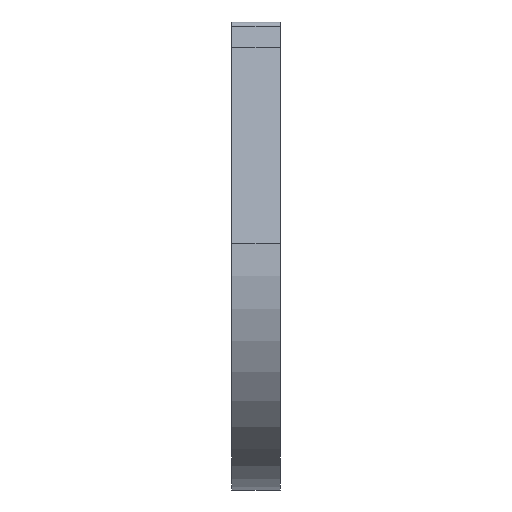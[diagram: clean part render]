
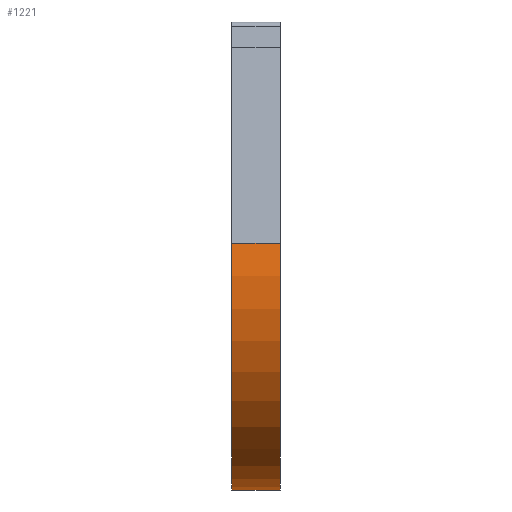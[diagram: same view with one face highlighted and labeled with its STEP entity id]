
A CAD part, left-side view. The second image highlights one B-rep face of the part: STEP entity #1221.
In plain terms, the highlighted cylindrical face has radius 75 mm (diameter 150 mm), a partial arc.
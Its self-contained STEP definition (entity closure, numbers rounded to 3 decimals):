
#3 = VERTEX_POINT ( 'NONE', #1661 ) ;
#9 = EDGE_CURVE ( 'NONE', #479, #126, #244, .T. ) ;
#25 = AXIS2_PLACEMENT_3D ( 'NONE', #1274, #294, #1448 ) ;
#98 = CARTESIAN_POINT ( 'NONE',  ( -73.308, 18., 15.839 ) ) ;
#126 = VERTEX_POINT ( 'NONE', #967 ) ;
#150 = CIRCLE ( 'NONE', #734, 75. ) ;
#231 = CIRCLE ( 'NONE', #25, 75. ) ;
#242 = FACE_OUTER_BOUND ( 'NONE', #389, .T. ) ;
#244 = LINE ( 'NONE', #799, #750 ) ;
#294 = DIRECTION ( 'NONE',  ( 0., 1., 0. ) ) ;
#337 = CYLINDRICAL_SURFACE ( 'NONE', #1193, 75. ) ;
#389 = EDGE_LOOP ( 'NONE', ( #1408, #695, #1316, #599 ) ) ;
#408 = LINE ( 'NONE', #1121, #640 ) ;
#479 = VERTEX_POINT ( 'NONE', #98 ) ;
#522 = CARTESIAN_POINT ( 'NONE',  ( 0., 0., 0. ) ) ;
#530 = DIRECTION ( 'NONE',  ( 0., 1., 0. ) ) ;
#599 = ORIENTED_EDGE ( 'NONE', *, *, #9, .F. ) ;
#640 = VECTOR ( 'NONE', #1684, 1000. ) ;
#665 = EDGE_CURVE ( 'NONE', #849, #3, #408, .T. ) ;
#695 = ORIENTED_EDGE ( 'NONE', *, *, #665, .T. ) ;
#734 = AXIS2_PLACEMENT_3D ( 'NONE', #522, #530, #961 ) ;
#750 = VECTOR ( 'NONE', #820, 1000. ) ;
#796 = EDGE_CURVE ( 'NONE', #849, #479, #231, .T. ) ;
#799 = CARTESIAN_POINT ( 'NONE',  ( -73.308, 18., 15.839 ) ) ;
#820 = DIRECTION ( 'NONE',  ( 0., -1., 0. ) ) ;
#849 = VERTEX_POINT ( 'NONE', #1577 ) ;
#900 = CARTESIAN_POINT ( 'NONE',  ( 0., 18., 0. ) ) ;
#944 = DIRECTION ( 'NONE',  ( 0., -1., 0. ) ) ;
#961 = DIRECTION ( 'NONE',  ( 0., 0., 1. ) ) ;
#967 = CARTESIAN_POINT ( 'NONE',  ( -73.308, 0., 15.839 ) ) ;
#1121 = CARTESIAN_POINT ( 'NONE',  ( 0., 18., -75. ) ) ;
#1193 = AXIS2_PLACEMENT_3D ( 'NONE', #900, #944, #1500 ) ;
#1221 = ADVANCED_FACE ( 'NONE', ( #242 ), #337, .T. ) ;
#1274 = CARTESIAN_POINT ( 'NONE',  ( 0., 18., 0. ) ) ;
#1316 = ORIENTED_EDGE ( 'NONE', *, *, #1836, .T. ) ;
#1408 = ORIENTED_EDGE ( 'NONE', *, *, #796, .F. ) ;
#1448 = DIRECTION ( 'NONE',  ( 0., 0., 1. ) ) ;
#1500 = DIRECTION ( 'NONE',  ( 0., 0., -1. ) ) ;
#1577 = CARTESIAN_POINT ( 'NONE',  ( 0., 18., -75. ) ) ;
#1661 = CARTESIAN_POINT ( 'NONE',  ( 0., 0., -75. ) ) ;
#1684 = DIRECTION ( 'NONE',  ( 0., -1., 0. ) ) ;
#1836 = EDGE_CURVE ( 'NONE', #3, #126, #150, .T. ) ;
